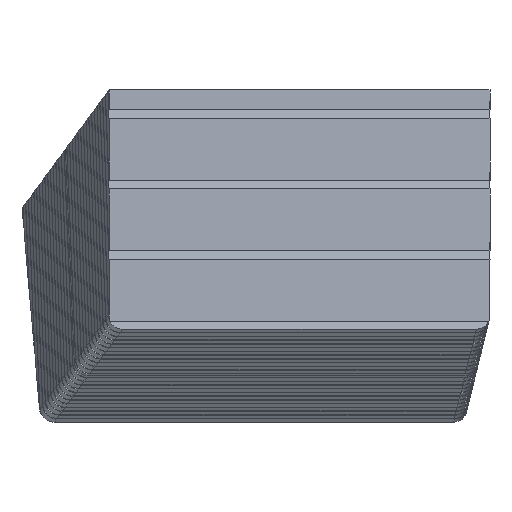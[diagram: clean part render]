
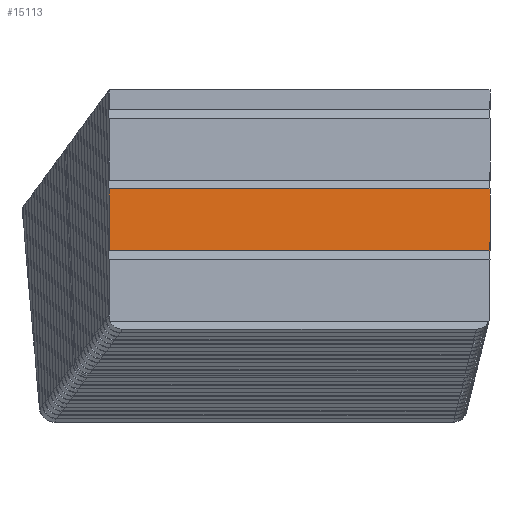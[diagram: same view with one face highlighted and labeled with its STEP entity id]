
A CAD part, left-side view. The second image highlights one B-rep face of the part: STEP entity #15113.
In plain terms, the highlighted planar face has unit normal (-0.993, -0.116, 0).
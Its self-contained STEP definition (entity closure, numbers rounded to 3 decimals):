
#14846 = VERTEX_POINT('',#14847);
#14847 = CARTESIAN_POINT('',(8446.939,1463.65,
    5474.164));
#14856 = PLANE('',#14857);
#14857 = AXIS2_PLACEMENT_3D('',#14858,#14859,#14860);
#14858 = CARTESIAN_POINT('',(8458.876,984.26,
    5289.18));
#14859 = DIRECTION('',(-0.967,-0.113,0.23));
#14860 = DIRECTION('',(-0.232,0.,-0.973));
#14867 = PLANE('',#14868);
#14868 = AXIS2_PLACEMENT_3D('',#14869,#14870,#14871);
#14869 = CARTESIAN_POINT('',(4.407,-24.996,0.));
#14870 = DIRECTION('',(0.174,-0.985,0.));
#14871 = DIRECTION('',(0.,0.,-1.));
#14878 = EDGE_CURVE('',#14879,#14846,#14881,.T.);
#14879 = VERTEX_POINT('',#14880);
#14880 = CARTESIAN_POINT('',(8557.815,515.039,
    5474.164));
#14881 = SURFACE_CURVE('',#14882,(#14886,#14892),.PCURVE_S1.);
#14882 = LINE('',#14883,#14884);
#14883 = CARTESIAN_POINT('',(8501.865,993.725,
    5474.164));
#14884 = VECTOR('',#14885,1.);
#14885 = DIRECTION('',(-0.116,0.993,0.)
  );
#14886 = PCURVE('',#14856,#14887);
#14887 = DEFINITIONAL_REPRESENTATION('',(#14888),#14891);
#14888 = B_SPLINE_CURVE_WITH_KNOTS('',1,(#14889,#14890),.UNSPECIFIED.,
  .F.,.F.,(2,2),(-577.452,568.631),
  .PIECEWISE_BEZIER_KNOTS.);
#14889 = CARTESIAN_POINT('',(-205.455,567.717));
#14890 = CARTESIAN_POINT('',(-174.603,-577.951));
#14891 = ( GEOMETRIC_REPRESENTATION_CONTEXT(2) 
PARAMETRIC_REPRESENTATION_CONTEXT() REPRESENTATION_CONTEXT('2D SPACE',''
  ) );
#14892 = PCURVE('',#14893,#14898);
#14893 = PLANE('',#14894);
#14894 = AXIS2_PLACEMENT_3D('',#14895,#14896,#14897);
#14895 = CARTESIAN_POINT('',(8501.353,998.106,
    -5649.681));
#14896 = DIRECTION('',(0.993,0.116,0.));
#14897 = DIRECTION('',(0.,0.,-1.));
#14898 = DEFINITIONAL_REPRESENTATION('',(#14899),#14902);
#14899 = B_SPLINE_CURVE_WITH_KNOTS('',1,(#14900,#14901),.UNSPECIFIED.,
  .F.,.F.,(2,2),(-577.452,568.631),
  .PIECEWISE_BEZIER_KNOTS.);
#14900 = CARTESIAN_POINT('',(-11123.846,-581.863));
#14901 = CARTESIAN_POINT('',(-11123.846,564.22));
#14902 = ( GEOMETRIC_REPRESENTATION_CONTEXT(2) 
PARAMETRIC_REPRESENTATION_CONTEXT() REPRESENTATION_CONTEXT('2D SPACE',''
  ) );
#14919 = PLANE('',#14920);
#14920 = AXIS2_PLACEMENT_3D('',#14921,#14922,#14923);
#14921 = CARTESIAN_POINT('',(-0.964,16.547,0.));
#14922 = DIRECTION('',(0.058,-0.998,0.));
#14923 = DIRECTION('',(0.,0.,-1.));
#14980 = VERTEX_POINT('',#14981);
#14981 = CARTESIAN_POINT('',(8446.939,1463.65,
    5627.816));
#14994 = PLANE('',#14995);
#14995 = AXIS2_PLACEMENT_3D('',#14996,#14997,#14998);
#14996 = CARTESIAN_POINT('',(8424.662,980.261,
    5297.336));
#14997 = DIRECTION('',(-0.967,-0.113,0.23));
#14998 = DIRECTION('',(-0.232,0.,-0.973));
#15005 = EDGE_CURVE('',#14980,#14846,#15006,.T.);
#15006 = SURFACE_CURVE('',#15007,(#15011,#15017),.PCURVE_S1.);
#15007 = LINE('',#15008,#15009);
#15008 = CARTESIAN_POINT('',(8446.939,1463.65,
    -2824.841));
#15009 = VECTOR('',#15010,1.);
#15010 = DIRECTION('',(0.,0.,-1.));
#15011 = PCURVE('',#14867,#15012);
#15012 = DEFINITIONAL_REPRESENTATION('',(#15013),#15016);
#15013 = B_SPLINE_CURVE_WITH_KNOTS('',1,(#15014,#15015),.UNSPECIFIED.,
  .F.,.F.,(2,2),(-8949.906,-7801.697),
  .PIECEWISE_BEZIER_KNOTS.);
#15014 = CARTESIAN_POINT('',(-6125.065,8572.771));
#15015 = CARTESIAN_POINT('',(-4976.856,8572.771));
#15016 = ( GEOMETRIC_REPRESENTATION_CONTEXT(2) 
PARAMETRIC_REPRESENTATION_CONTEXT() REPRESENTATION_CONTEXT('2D SPACE',''
  ) );
#15017 = PCURVE('',#14893,#15018);
#15018 = DEFINITIONAL_REPRESENTATION('',(#15019),#15022);
#15019 = B_SPLINE_CURVE_WITH_KNOTS('',1,(#15020,#15021),.UNSPECIFIED.,
  .F.,.F.,(2,2),(-8949.906,-7801.697),
  .PIECEWISE_BEZIER_KNOTS.);
#15020 = CARTESIAN_POINT('',(-11774.747,468.713));
#15021 = CARTESIAN_POINT('',(-10626.538,468.713));
#15022 = ( GEOMETRIC_REPRESENTATION_CONTEXT(2) 
PARAMETRIC_REPRESENTATION_CONTEXT() REPRESENTATION_CONTEXT('2D SPACE',''
  ) );
#15072 = EDGE_CURVE('',#15073,#14879,#15075,.T.);
#15073 = VERTEX_POINT('',#15074);
#15074 = CARTESIAN_POINT('',(8557.815,515.039,
    5627.816));
#15075 = SURFACE_CURVE('',#15076,(#15080,#15086),.PCURVE_S1.);
#15076 = LINE('',#15077,#15078);
#15077 = CARTESIAN_POINT('',(8557.815,515.039,
    -2824.841));
#15078 = VECTOR('',#15079,1.);
#15079 = DIRECTION('',(0.,0.,-1.));
#15080 = PCURVE('',#14919,#15081);
#15081 = DEFINITIONAL_REPRESENTATION('',(#15082),#15085);
#15082 = B_SPLINE_CURVE_WITH_KNOTS('',1,(#15083,#15084),.UNSPECIFIED.,
  .F.,.F.,(2,2),(-8949.906,-7801.697),
  .PIECEWISE_BEZIER_KNOTS.);
#15083 = CARTESIAN_POINT('',(-6125.065,8573.284));
#15084 = CARTESIAN_POINT('',(-4976.856,8573.284));
#15085 = ( GEOMETRIC_REPRESENTATION_CONTEXT(2) 
PARAMETRIC_REPRESENTATION_CONTEXT() REPRESENTATION_CONTEXT('2D SPACE',''
  ) );
#15086 = PCURVE('',#14893,#15087);
#15087 = DEFINITIONAL_REPRESENTATION('',(#15088),#15091);
#15088 = B_SPLINE_CURVE_WITH_KNOTS('',1,(#15089,#15090),.UNSPECIFIED.,
  .F.,.F.,(2,2),(-8949.906,-7801.697),
  .PIECEWISE_BEZIER_KNOTS.);
#15089 = CARTESIAN_POINT('',(-11774.747,-486.356));
#15090 = CARTESIAN_POINT('',(-10626.538,-486.356));
#15091 = ( GEOMETRIC_REPRESENTATION_CONTEXT(2) 
PARAMETRIC_REPRESENTATION_CONTEXT() REPRESENTATION_CONTEXT('2D SPACE',''
  ) );
#15113 = ADVANCED_FACE('',(#15114),#14893,.F.);
#15114 = FACE_BOUND('',#15115,.F.);
#15115 = EDGE_LOOP('',(#15116,#15117,#15136,#15137));
#15116 = ORIENTED_EDGE('',*,*,#15005,.F.);
#15117 = ORIENTED_EDGE('',*,*,#15118,.F.);
#15118 = EDGE_CURVE('',#15073,#14980,#15119,.T.);
#15119 = SURFACE_CURVE('',#15120,(#15124,#15130),.PCURVE_S1.);
#15120 = LINE('',#15121,#15122);
#15121 = CARTESIAN_POINT('',(8501.865,993.725,
    5627.816));
#15122 = VECTOR('',#15123,1.);
#15123 = DIRECTION('',(-0.116,0.993,0.)
  );
#15124 = PCURVE('',#14893,#15125);
#15125 = DEFINITIONAL_REPRESENTATION('',(#15126),#15129);
#15126 = B_SPLINE_CURVE_WITH_KNOTS('',1,(#15127,#15128),.UNSPECIFIED.,
  .F.,.F.,(2,2),(-577.452,568.631),
  .PIECEWISE_BEZIER_KNOTS.);
#15127 = CARTESIAN_POINT('',(-11277.497,-581.863));
#15128 = CARTESIAN_POINT('',(-11277.497,564.22));
#15129 = ( GEOMETRIC_REPRESENTATION_CONTEXT(2) 
PARAMETRIC_REPRESENTATION_CONTEXT() REPRESENTATION_CONTEXT('2D SPACE',''
  ) );
#15130 = PCURVE('',#14994,#15131);
#15131 = DEFINITIONAL_REPRESENTATION('',(#15132),#15135);
#15132 = B_SPLINE_CURVE_WITH_KNOTS('',1,(#15133,#15134),.UNSPECIFIED.,
  .F.,.F.,(2,2),(-577.452,568.631),
  .PIECEWISE_BEZIER_KNOTS.);
#15133 = CARTESIAN_POINT('',(-354.918,563.692));
#15134 = CARTESIAN_POINT('',(-324.067,-581.976));
#15135 = ( GEOMETRIC_REPRESENTATION_CONTEXT(2) 
PARAMETRIC_REPRESENTATION_CONTEXT() REPRESENTATION_CONTEXT('2D SPACE',''
  ) );
#15136 = ORIENTED_EDGE('',*,*,#15072,.T.);
#15137 = ORIENTED_EDGE('',*,*,#14878,.T.);
